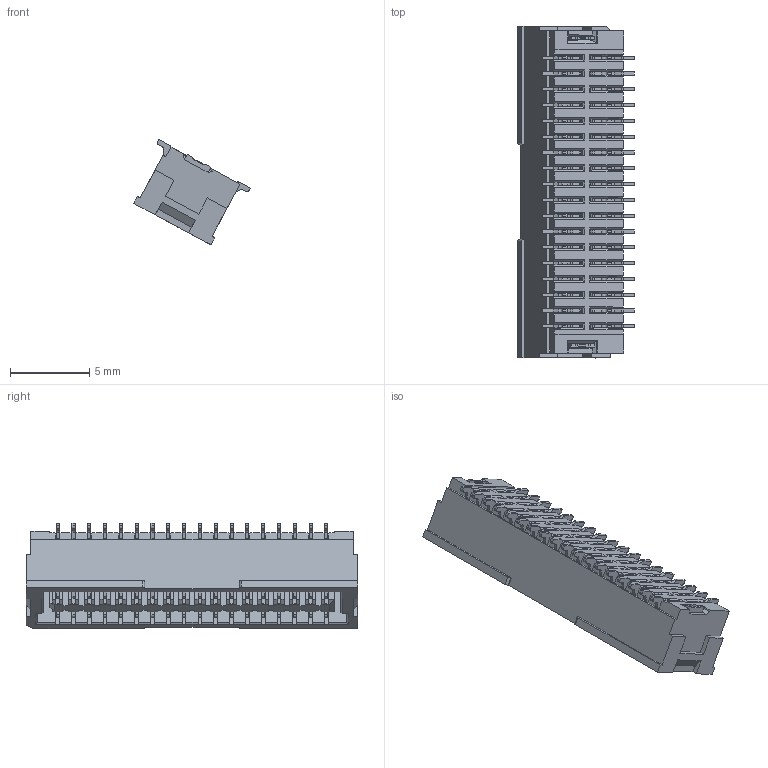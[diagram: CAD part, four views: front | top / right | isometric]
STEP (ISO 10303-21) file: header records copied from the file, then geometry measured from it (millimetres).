
FILE_DESCRIPTION (( 'STEP AP203' ), '1' );
FILE_NAME ('FWF10014-D36S83NAM.STEP', '2025-11-21T06:02:46', ( '' ), ( '' ), 'SwSTEP 2.0', 'SolidWorks 2021', '' );
FILE_SCHEMA (( 'CONFIG_CONTROL_DESIGN' ));
Length unit declared in the file: millimetre
Products named in the file (1): FWF10014-D36S83NAM
Bounding box: 7.38 x 21 x 6.68 mm (x, y, z)
Volume: 297.8 mm3; surface area: 1484.7 mm2
Topology: 20 solids, 21 shells, 3273 faces, 10117 edges, 6689 vertices
Faces by surface type: plane 1993, cylinder 1246, bspline 34
Entity records: 113586 total; most frequent: CARTESIAN_POINT 22993, ORIENTED_EDGE 20234, DIRECTION 17725, EDGE_CURVE 10117, LINE 7403, VECTOR 7403, VERTEX_POINT 6689, AXIS2_PLACEMENT_3D 5161
